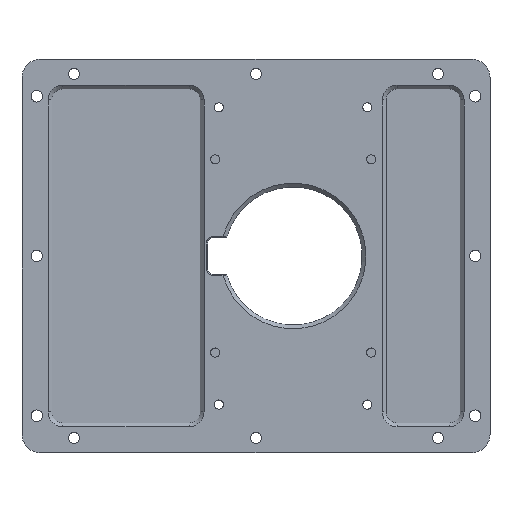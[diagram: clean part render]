
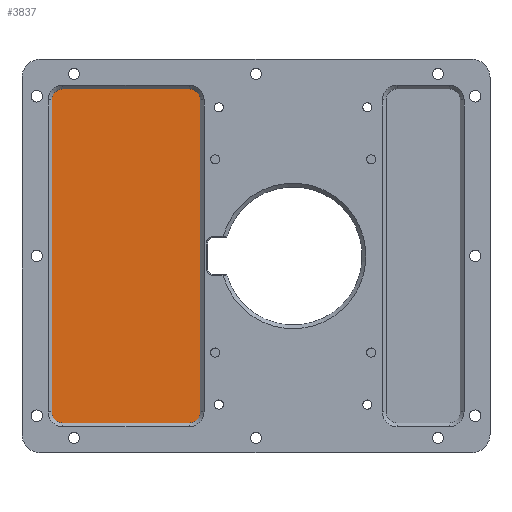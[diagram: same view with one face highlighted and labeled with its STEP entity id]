
A CAD part, top view. The second image highlights one B-rep face of the part: STEP entity #3837.
In plain terms, the highlighted planar face has unit normal (0, 0, 1).
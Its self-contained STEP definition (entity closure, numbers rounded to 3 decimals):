
#35 = VERTEX_POINT ( 'NONE', #7552 ) ;
#66 = DIRECTION ( 'NONE',  ( -1., 0., 0. ) ) ;
#275 = CIRCLE ( 'NONE', #6971, 3. ) ;
#282 = DIRECTION ( 'NONE',  ( 0., -1., 0. ) ) ;
#288 = ORIENTED_EDGE ( 'NONE', *, *, #5657, .T. ) ;
#379 = DIRECTION ( 'NONE',  ( 0., 1., 0. ) ) ;
#429 = LINE ( 'NONE', #2094, #8374 ) ;
#453 = AXIS2_PLACEMENT_3D ( 'NONE', #4220, #3480, #6052 ) ;
#533 = AXIS2_PLACEMENT_3D ( 'NONE', #5104, #9151, #6734 ) ;
#591 = DIRECTION ( 'NONE',  ( 0., 0., 1. ) ) ;
#889 = DIRECTION ( 'NONE',  ( 0., 0., 1. ) ) ;
#960 = VERTEX_POINT ( 'NONE', #10197 ) ;
#1073 = ORIENTED_EDGE ( 'NONE', *, *, #4216, .T. ) ;
#1220 = CARTESIAN_POINT ( 'NONE',  ( -25., 45., 2. ) ) ;
#1394 = AXIS2_PLACEMENT_3D ( 'NONE', #2052, #591, #3776 ) ;
#1399 = ORIENTED_EDGE ( 'NONE', *, *, #9683, .F. ) ;
#1402 = DIRECTION ( 'NONE',  ( 0., 0., 1. ) ) ;
#1483 = EDGE_CURVE ( 'NONE', #9595, #3775, #10104, .T. ) ;
#1792 = CARTESIAN_POINT ( 'NONE',  ( -62., 45., 2. ) ) ;
#2011 = AXIS2_PLACEMENT_3D ( 'NONE', #2468, #5655, #4767 ) ;
#2036 = ORIENTED_EDGE ( 'NONE', *, *, #6021, .T. ) ;
#2045 = VERTEX_POINT ( 'NONE', #2975 ) ;
#2052 = CARTESIAN_POINT ( 'NONE',  ( -62., 42., 2. ) ) ;
#2094 = CARTESIAN_POINT ( 'NONE',  ( -65., 45., 2. ) ) ;
#2333 = CIRCLE ( 'NONE', #8352, 3. ) ;
#2353 = CIRCLE ( 'NONE', #2011, 3. ) ;
#2468 = CARTESIAN_POINT ( 'NONE',  ( -28., 42., 2. ) ) ;
#2480 = EDGE_LOOP ( 'NONE', ( #3694, #9353, #1399, #1073, #288, #5813, #2036, #6509, #9101, #3462, #9810, #8445 ) ) ;
#2680 = DIRECTION ( 'NONE',  ( 0., 0., 1. ) ) ;
#2842 = DIRECTION ( 'NONE',  ( -0.707, -0.707, 0. ) ) ;
#2881 = DIRECTION ( 'NONE',  ( -0.707, -0.707, 0. ) ) ;
#2883 = EDGE_CURVE ( 'NONE', #960, #7834, #2353, .T. ) ;
#2903 = VERTEX_POINT ( 'NONE', #9705 ) ;
#2939 = VECTOR ( 'NONE', #379, 1000. ) ;
#2975 = CARTESIAN_POINT ( 'NONE',  ( -62., -45., 2. ) ) ;
#3046 = EDGE_CURVE ( 'NONE', #9595, #7834, #429, .T. ) ;
#3114 = CARTESIAN_POINT ( 'NONE',  ( -28., 45., 2. ) ) ;
#3152 = CARTESIAN_POINT ( 'NONE',  ( -25., -45., 2. ) ) ;
#3328 = AXIS2_PLACEMENT_3D ( 'NONE', #4544, #1402, #10111 ) ;
#3462 = ORIENTED_EDGE ( 'NONE', *, *, #6938, .T. ) ;
#3478 = FACE_OUTER_BOUND ( 'NONE', #2480, .T. ) ;
#3480 = DIRECTION ( 'NONE',  ( 0., 0., 1. ) ) ;
#3671 = CARTESIAN_POINT ( 'NONE',  ( -65., -45., 2. ) ) ;
#3694 = ORIENTED_EDGE ( 'NONE', *, *, #1483, .T. ) ;
#3718 = DIRECTION ( 'NONE',  ( 0., 0., 1. ) ) ;
#3722 = LINE ( 'NONE', #3671, #2939 ) ;
#3775 = VERTEX_POINT ( 'NONE', #8258 ) ;
#3776 = DIRECTION ( 'NONE',  ( -0.707, 0.707, 0. ) ) ;
#3837 = ADVANCED_FACE ( 'NONE', ( #3478 ), #5308, .F. ) ;
#3898 = AXIS2_PLACEMENT_3D ( 'NONE', #7136, #4918, #10339 ) ;
#4133 = CIRCLE ( 'NONE', #453, 3. ) ;
#4173 = CIRCLE ( 'NONE', #3328, 3. ) ;
#4216 = EDGE_CURVE ( 'NONE', #6325, #35, #275, .T. ) ;
#4220 = CARTESIAN_POINT ( 'NONE',  ( -28., -42., 2. ) ) ;
#4257 = CARTESIAN_POINT ( 'NONE',  ( -62., -42., 2. ) ) ;
#4327 = EDGE_CURVE ( 'NONE', #7764, #2903, #6778, .T. ) ;
#4544 = CARTESIAN_POINT ( 'NONE',  ( -28., -42., 2. ) ) ;
#4617 = EDGE_CURVE ( 'NONE', #6810, #2903, #4133, .T. ) ;
#4760 = DIRECTION ( 'NONE',  ( -0.707, 0.707, 0. ) ) ;
#4767 = DIRECTION ( 'NONE',  ( 0.707, 0.707, 0. ) ) ;
#4918 = DIRECTION ( 'NONE',  ( 0., 0., 1. ) ) ;
#5104 = CARTESIAN_POINT ( 'NONE',  ( -45., 0., 2. ) ) ;
#5308 = PLANE ( 'NONE',  #533 ) ;
#5655 = DIRECTION ( 'NONE',  ( 0., 0., 1. ) ) ;
#5657 = EDGE_CURVE ( 'NONE', #35, #2045, #6507, .T. ) ;
#5745 = EDGE_CURVE ( 'NONE', #3775, #8504, #2333, .T. ) ;
#5775 = VECTOR ( 'NONE', #66, 1000. ) ;
#5813 = ORIENTED_EDGE ( 'NONE', *, *, #9421, .F. ) ;
#6021 = EDGE_CURVE ( 'NONE', #9134, #6810, #4173, .T. ) ;
#6052 = DIRECTION ( 'NONE',  ( 0.707, -0.707, 0. ) ) ;
#6130 = VECTOR ( 'NONE', #282, 1000. ) ;
#6176 = DIRECTION ( 'NONE',  ( 1., 0., 0. ) ) ;
#6325 = VERTEX_POINT ( 'NONE', #9047 ) ;
#6507 = CIRCLE ( 'NONE', #7353, 3. ) ;
#6509 = ORIENTED_EDGE ( 'NONE', *, *, #4617, .T. ) ;
#6734 = DIRECTION ( 'NONE',  ( -1., 0., 0. ) ) ;
#6778 = LINE ( 'NONE', #1220, #6130 ) ;
#6810 = VERTEX_POINT ( 'NONE', #7027 ) ;
#6938 = EDGE_CURVE ( 'NONE', #7764, #960, #9430, .T. ) ;
#6971 = AXIS2_PLACEMENT_3D ( 'NONE', #4257, #2680, #2842 ) ;
#7027 = CARTESIAN_POINT ( 'NONE',  ( -25.879, -44.121, 2. ) ) ;
#7136 = CARTESIAN_POINT ( 'NONE',  ( -28., 42., 2. ) ) ;
#7231 = CARTESIAN_POINT ( 'NONE',  ( -62., 42., 2. ) ) ;
#7248 = LINE ( 'NONE', #3152, #5775 ) ;
#7353 = AXIS2_PLACEMENT_3D ( 'NONE', #9388, #3718, #2881 ) ;
#7412 = CARTESIAN_POINT ( 'NONE',  ( -28., -45., 2. ) ) ;
#7552 = CARTESIAN_POINT ( 'NONE',  ( -64.121, -44.121, 2. ) ) ;
#7764 = VERTEX_POINT ( 'NONE', #8047 ) ;
#7834 = VERTEX_POINT ( 'NONE', #3114 ) ;
#8047 = CARTESIAN_POINT ( 'NONE',  ( -25., 42., 2. ) ) ;
#8258 = CARTESIAN_POINT ( 'NONE',  ( -64.121, 44.121, 2. ) ) ;
#8352 = AXIS2_PLACEMENT_3D ( 'NONE', #7231, #889, #4760 ) ;
#8374 = VECTOR ( 'NONE', #6176, 1000. ) ;
#8445 = ORIENTED_EDGE ( 'NONE', *, *, #3046, .F. ) ;
#8504 = VERTEX_POINT ( 'NONE', #9377 ) ;
#9047 = CARTESIAN_POINT ( 'NONE',  ( -65., -42., 2. ) ) ;
#9101 = ORIENTED_EDGE ( 'NONE', *, *, #4327, .F. ) ;
#9134 = VERTEX_POINT ( 'NONE', #7412 ) ;
#9151 = DIRECTION ( 'NONE',  ( 0., 0., -1. ) ) ;
#9353 = ORIENTED_EDGE ( 'NONE', *, *, #5745, .T. ) ;
#9377 = CARTESIAN_POINT ( 'NONE',  ( -65., 42., 2. ) ) ;
#9388 = CARTESIAN_POINT ( 'NONE',  ( -62., -42., 2. ) ) ;
#9421 = EDGE_CURVE ( 'NONE', #9134, #2045, #7248, .T. ) ;
#9430 = CIRCLE ( 'NONE', #3898, 3. ) ;
#9595 = VERTEX_POINT ( 'NONE', #1792 ) ;
#9683 = EDGE_CURVE ( 'NONE', #6325, #8504, #3722, .T. ) ;
#9705 = CARTESIAN_POINT ( 'NONE',  ( -25., -42., 2. ) ) ;
#9810 = ORIENTED_EDGE ( 'NONE', *, *, #2883, .T. ) ;
#10104 = CIRCLE ( 'NONE', #1394, 3. ) ;
#10111 = DIRECTION ( 'NONE',  ( 0.707, -0.707, 0. ) ) ;
#10197 = CARTESIAN_POINT ( 'NONE',  ( -25.879, 44.121, 2. ) ) ;
#10339 = DIRECTION ( 'NONE',  ( 0.707, 0.707, 0. ) ) ;
